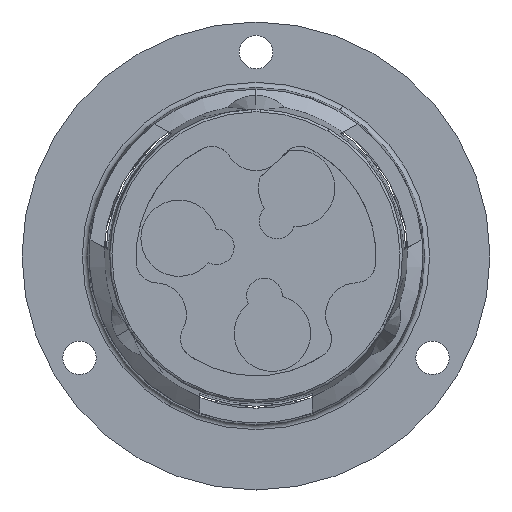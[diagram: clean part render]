
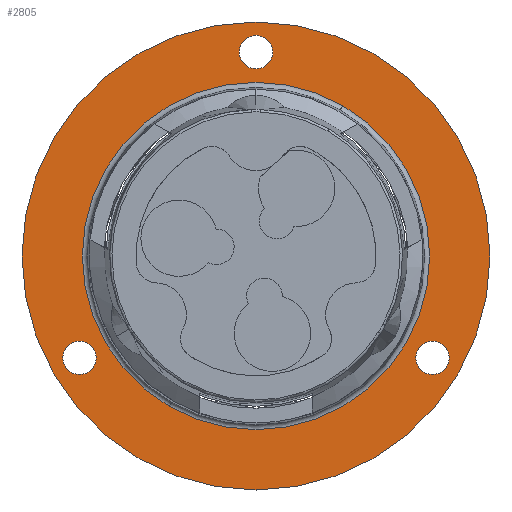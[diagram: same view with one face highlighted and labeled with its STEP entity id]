
A CAD part, left-side view. The second image highlights one B-rep face of the part: STEP entity #2805.
In plain terms, the highlighted planar face has unit normal (-1, 0, 0).
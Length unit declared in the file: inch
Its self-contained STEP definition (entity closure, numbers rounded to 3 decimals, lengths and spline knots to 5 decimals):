
#1820 = FACE_BOUND ( 'NONE', #44322, .T. ) ;
#2805 = ADVANCED_FACE ( 'NONE', ( #33764, #16590, #1820, #41650, #5382 ), #8685, .F. ) ;
#3006 = AXIS2_PLACEMENT_3D ( 'NONE', #20287, #31046, #23899 ) ;
#3480 = CIRCLE ( 'NONE', #33192, 0.1025 ) ;
#3756 = CARTESIAN_POINT ( 'NONE',  ( 0.1668, 0., 0. ) ) ;
#4225 = DIRECTION ( 'NONE',  ( 1., 0., 0. ) ) ;
#4288 = EDGE_LOOP ( 'NONE', ( #22985 ) ) ;
#4721 = DIRECTION ( 'NONE',  ( 1., 0., 0. ) ) ;
#5140 = DIRECTION ( 'NONE',  ( 0., -1., 0. ) ) ;
#5382 = FACE_BOUND ( 'NONE', #19299, .T. ) ;
#5498 = EDGE_CURVE ( 'NONE', #20140, #17550, #40891, .T. ) ;
#6190 = DIRECTION ( 'NONE',  ( 0., 1., 0. ) ) ;
#7585 = AXIS2_PLACEMENT_3D ( 'NONE', #44555, #37785, #5140 ) ;
#7790 = DIRECTION ( 'NONE',  ( 1., 0., 0. ) ) ;
#8265 = EDGE_CURVE ( 'NONE', #46263, #43240, #27174, .T. ) ;
#8285 = EDGE_LOOP ( 'NONE', ( #27334 ) ) ;
#8685 = PLANE ( 'NONE',  #7585 ) ;
#8959 = ORIENTED_EDGE ( 'NONE', *, *, #8265, .T. ) ;
#10259 = ORIENTED_EDGE ( 'NONE', *, *, #5498, .F. ) ;
#10928 = DIRECTION ( 'NONE',  ( 0., 1., 0. ) ) ;
#12107 = CARTESIAN_POINT ( 'NONE',  ( 0.1668, 0., 0. ) ) ;
#12612 = VERTEX_POINT ( 'NONE', #27204 ) ;
#14839 = CARTESIAN_POINT ( 'NONE',  ( 0.1668, -0.53237, 0.92209 ) ) ;
#15388 = CARTESIAN_POINT ( 'NONE',  ( 0.1668, 1.435, 0. ) ) ;
#16590 = FACE_BOUND ( 'NONE', #8285, .T. ) ;
#16795 = ORIENTED_EDGE ( 'NONE', *, *, #32587, .F. ) ;
#17550 = VERTEX_POINT ( 'NONE', #15388 ) ;
#19299 = EDGE_LOOP ( 'NONE', ( #42507, #8959 ) ) ;
#19617 = CARTESIAN_POINT ( 'NONE',  ( 0.1668, -1.435, 0. ) ) ;
#20140 = VERTEX_POINT ( 'NONE', #19617 ) ;
#20230 = VERTEX_POINT ( 'NONE', #46249 ) ;
#20287 = CARTESIAN_POINT ( 'NONE',  ( 0.1668, 0., 0. ) ) ;
#20697 = AXIS2_PLACEMENT_3D ( 'NONE', #29583, #7790, #10928 ) ;
#20992 = AXIS2_PLACEMENT_3D ( 'NONE', #26484, #4721, #29590 ) ;
#22048 = DIRECTION ( 'NONE',  ( 1., 0., 0. ) ) ;
#22985 = ORIENTED_EDGE ( 'NONE', *, *, #23023, .T. ) ;
#23023 = EDGE_CURVE ( 'NONE', #12612, #12612, #23784, .T. ) ;
#23784 = CIRCLE ( 'NONE', #20697, 0.1025 ) ;
#23899 = DIRECTION ( 'NONE',  ( 0., 1., 0. ) ) ;
#24242 = CIRCLE ( 'NONE', #28023, 0.1025 ) ;
#26204 = CIRCLE ( 'NONE', #28451, 1.06474 ) ;
#26484 = CARTESIAN_POINT ( 'NONE',  ( 0.1668, 0., 0. ) ) ;
#27174 = CIRCLE ( 'NONE', #37768, 1.06474 ) ;
#27204 = CARTESIAN_POINT ( 'NONE',  ( 0.1668, 1.18503, -0.625 ) ) ;
#27334 = ORIENTED_EDGE ( 'NONE', *, *, #44578, .T. ) ;
#27424 = CARTESIAN_POINT ( 'NONE',  ( 0.1668, 0.1025, 1.25 ) ) ;
#28023 = AXIS2_PLACEMENT_3D ( 'NONE', #42713, #45858, #6190 ) ;
#28451 = AXIS2_PLACEMENT_3D ( 'NONE', #12107, #40498, #37112 ) ;
#29036 = EDGE_CURVE ( 'NONE', #45559, #45559, #24242, .T. ) ;
#29073 = DIRECTION ( 'NONE',  ( 0., 0.5, -0.866 ) ) ;
#29583 = CARTESIAN_POINT ( 'NONE',  ( 0.1668, 1.08253, -0.625 ) ) ;
#29590 = DIRECTION ( 'NONE',  ( 0., 1., 0. ) ) ;
#31046 = DIRECTION ( 'NONE',  ( 1., 0., 0. ) ) ;
#32565 = ORIENTED_EDGE ( 'NONE', *, *, #29036, .T. ) ;
#32587 = EDGE_CURVE ( 'NONE', #17550, #20140, #43396, .T. ) ;
#33192 = AXIS2_PLACEMENT_3D ( 'NONE', #44243, #22048, #37248 ) ;
#33764 = FACE_BOUND ( 'NONE', #4288, .T. ) ;
#36607 = EDGE_LOOP ( 'NONE', ( #10259, #16795 ) ) ;
#37112 = DIRECTION ( 'NONE',  ( 0., 0.5, -0.866 ) ) ;
#37248 = DIRECTION ( 'NONE',  ( 0., 1., 0. ) ) ;
#37768 = AXIS2_PLACEMENT_3D ( 'NONE', #3756, #4225, #29073 ) ;
#37785 = DIRECTION ( 'NONE',  ( 1., 0., 0. ) ) ;
#37916 = CARTESIAN_POINT ( 'NONE',  ( 0.1668, 0.53237, -0.92209 ) ) ;
#40498 = DIRECTION ( 'NONE',  ( 1., 0., 0. ) ) ;
#40891 = CIRCLE ( 'NONE', #20992, 1.435 ) ;
#41063 = EDGE_CURVE ( 'NONE', #43240, #46263, #26204, .T. ) ;
#41650 = FACE_OUTER_BOUND ( 'NONE', #36607, .T. ) ;
#42507 = ORIENTED_EDGE ( 'NONE', *, *, #41063, .T. ) ;
#42713 = CARTESIAN_POINT ( 'NONE',  ( 0.1668, 0., 1.25 ) ) ;
#43240 = VERTEX_POINT ( 'NONE', #14839 ) ;
#43396 = CIRCLE ( 'NONE', #3006, 1.435 ) ;
#44243 = CARTESIAN_POINT ( 'NONE',  ( 0.1668, -1.08253, -0.625 ) ) ;
#44322 = EDGE_LOOP ( 'NONE', ( #32565 ) ) ;
#44555 = CARTESIAN_POINT ( 'NONE',  ( 0.1668, 0., 0. ) ) ;
#44578 = EDGE_CURVE ( 'NONE', #20230, #20230, #3480, .T. ) ;
#45559 = VERTEX_POINT ( 'NONE', #27424 ) ;
#45858 = DIRECTION ( 'NONE',  ( 1., 0., 0. ) ) ;
#46249 = CARTESIAN_POINT ( 'NONE',  ( 0.1668, -0.98003, -0.625 ) ) ;
#46263 = VERTEX_POINT ( 'NONE', #37916 ) ;
